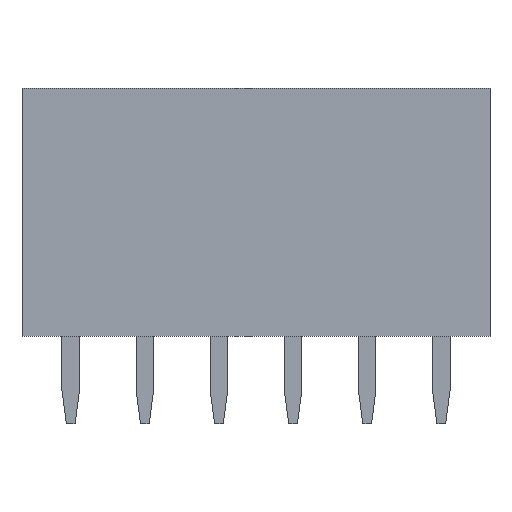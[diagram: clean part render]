
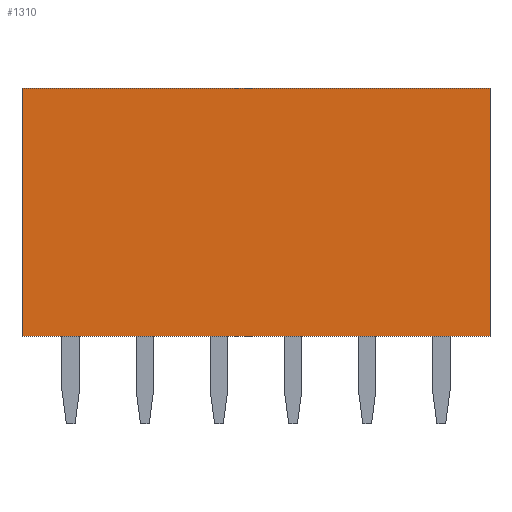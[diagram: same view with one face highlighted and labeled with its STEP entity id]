
A CAD part, front view. The second image highlights one B-rep face of the part: STEP entity #1310.
In plain terms, the highlighted planar face has unit normal (0, -1, 0).
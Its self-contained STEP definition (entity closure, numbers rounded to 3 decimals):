
#1310=ADVANCED_FACE('',(#2466),#2468,.T.);
#2466=FACE_BOUND('',#2467,.T.);
#2467=EDGE_LOOP('',(#3418,#3419,#3420,#3421));
#2468=PLANE('',#2469);
#2469=AXIS2_PLACEMENT_3D('',#2470,#2471,#2472);
#2470=CARTESIAN_POINT('',(14.37,-1.27,0.));
#2471=DIRECTION('',(0.,-1.,0.));
#2472=DIRECTION('',(0.,0.,1.));
#3418=ORIENTED_EDGE('',*,*,#3917,.T.);
#3419=ORIENTED_EDGE('',*,*,#3966,.T.);
#3420=ORIENTED_EDGE('',*,*,#3943,.F.);
#3421=ORIENTED_EDGE('',*,*,#3948,.F.);
#3917=EDGE_CURVE('',#4558,#4556,#4559,.T.);
#3943=EDGE_CURVE('',#4600,#4602,#4603,.T.);
#3948=EDGE_CURVE('',#4558,#4600,#4610,.T.);
#3966=EDGE_CURVE('',#4556,#4602,#4630,.T.);
#4556=VERTEX_POINT('',#5866);
#4558=VERTEX_POINT('',#5870);
#4559=LINE('',#5871,#5872);
#4600=VERTEX_POINT('',#5962);
#4602=VERTEX_POINT('',#5966);
#4603=LINE('',#5967,#5968);
#4610=LINE('',#5984,#5985);
#4630=LINE('',#6040,#6041);
#5866=CARTESIAN_POINT('',(14.37,-1.27,8.5));
#5870=CARTESIAN_POINT('',(14.37,-1.27,0.));
#5871=CARTESIAN_POINT('',(14.37,-1.27,0.));
#5872=VECTOR('',#5873,1.);
#5873=DIRECTION('',(0.,0.,1.));
#5962=CARTESIAN_POINT('',(-1.67,-1.27,0.));
#5966=CARTESIAN_POINT('',(-1.67,-1.27,8.5));
#5967=CARTESIAN_POINT('',(-1.67,-1.27,0.));
#5968=VECTOR('',#5969,1.);
#5969=DIRECTION('',(0.,0.,1.));
#5984=CARTESIAN_POINT('',(14.37,-1.27,0.));
#5985=VECTOR('',#5986,1.);
#5986=DIRECTION('',(-1.,0.,0.));
#6040=CARTESIAN_POINT('',(14.37,-1.27,8.5));
#6041=VECTOR('',#6042,1.);
#6042=DIRECTION('',(-1.,0.,0.));
